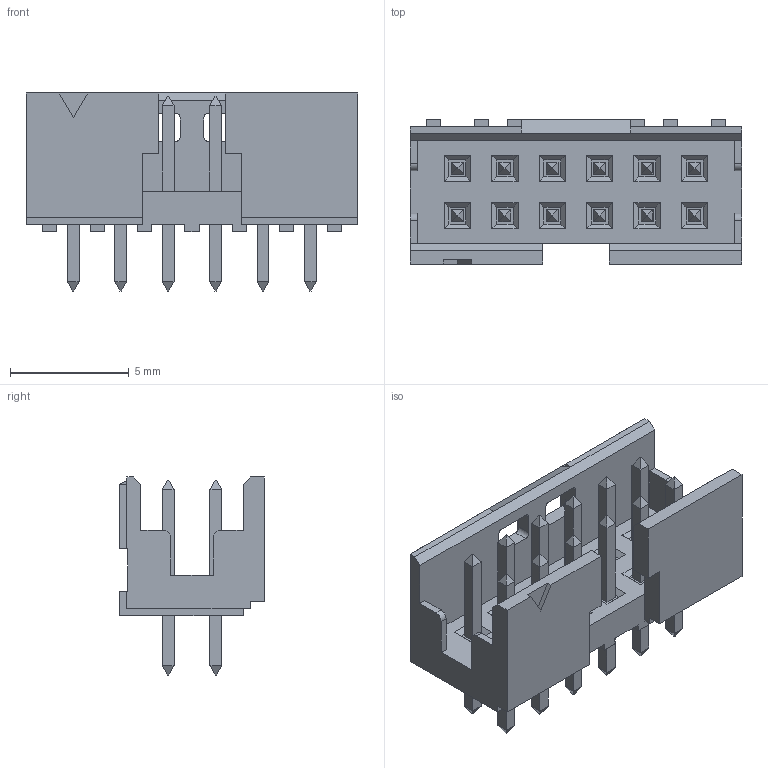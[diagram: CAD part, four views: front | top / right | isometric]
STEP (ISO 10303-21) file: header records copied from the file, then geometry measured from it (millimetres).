
FILE_DESCRIPTION(('FreeCAD Model'),'2;1');
FILE_NAME('98414-X06-12_ASM.step', '2017-01-13T16:05:07',('kicad StepUp'),('ksu MCAD'), 'Open CASCADE STEP processor 6.8','FreeCAD','Unknown');
FILE_SCHEMA(('AUTOMOTIVE_DESIGN_CC2 { 1 2 10303 214 -1 1 5 4 }'));
Length unit declared in the file: millimetre
Products named in the file (1): 98414-X06-12_ASM
Bounding box: 14 x 6.1 x 8.35 mm (x, y, z)
Volume: 206.5 mm3; surface area: 688.6 mm2
Topology: 1 solids, 1 shells, 490 faces, 1234 edges, 756 vertices
Faces by surface type: plane 478, cylinder 12
Entity records: 14199 total; most frequent: CARTESIAN_POINT 2481, ORIENTED_EDGE 2468, DIRECTION 2240, EDGE_CURVE 1234, LINE 1210, VECTOR 1210, VERTEX_POINT 756, FACE_BOUND 528
